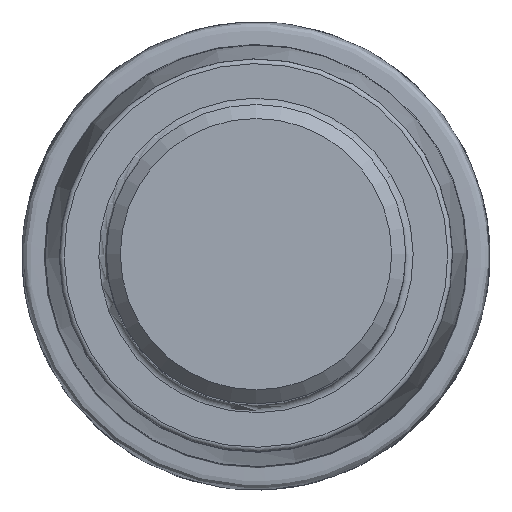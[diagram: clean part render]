
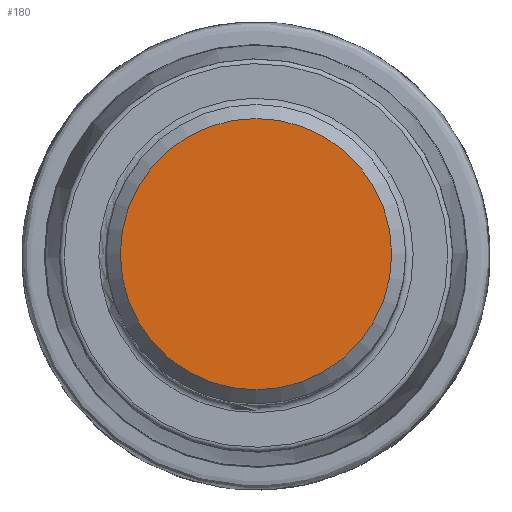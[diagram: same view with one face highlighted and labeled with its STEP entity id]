
A CAD part, top view. The second image highlights one B-rep face of the part: STEP entity #180.
In plain terms, the highlighted planar face has unit normal (0, 0, 1).
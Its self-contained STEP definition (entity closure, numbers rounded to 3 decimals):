
#180=ADVANCED_FACE('CU_SU3',(#188),#186,.F.);
#186=PLANE('',#465);
#188=FACE_OUTER_BOUND('',#228,.T.);
#228=EDGE_LOOP('',(#270));
#270=ORIENTED_EDGE('',*,*,#315,.F.);
#293=VERTEX_POINT('',#657);
#315=EDGE_CURVE('',#293,#293,#336,.T.);
#336=CIRCLE('',#464,14.5);
#464=AXIS2_PLACEMENT_3D('',#656,#564,#565);
#465=AXIS2_PLACEMENT_3D('',#658,#566,#567);
#564=DIRECTION('',(0.,0.,-1.));
#565=DIRECTION('',(-1.,0.,0.));
#566=DIRECTION('',(0.,0.,-1.));
#567=DIRECTION('',(-1.,0.,0.));
#656=CARTESIAN_POINT('',(0.,0.,0.));
#657=CARTESIAN_POINT('',(-14.5,0.,0.));
#658=CARTESIAN_POINT('',(0.,0.,0.));
